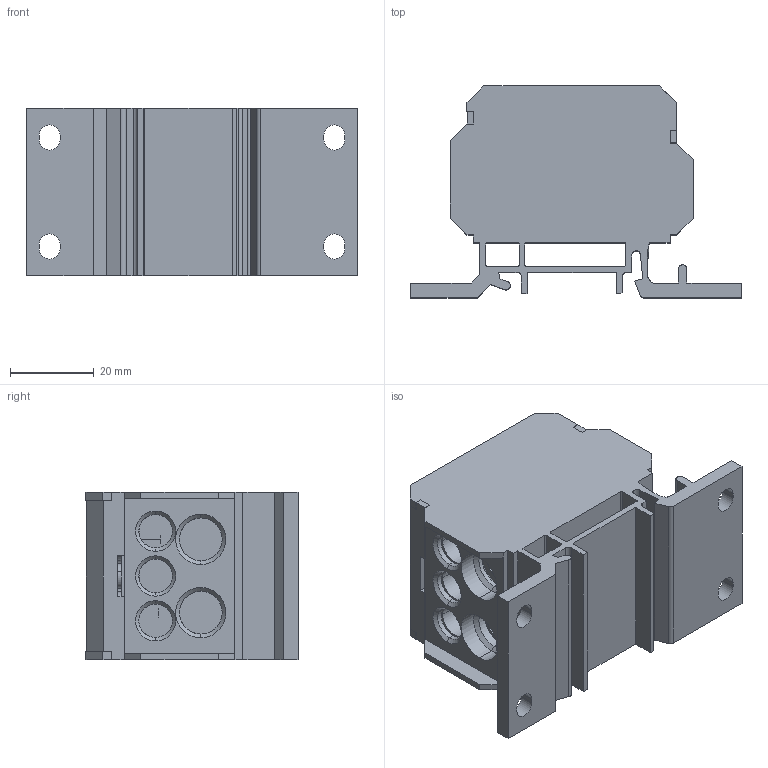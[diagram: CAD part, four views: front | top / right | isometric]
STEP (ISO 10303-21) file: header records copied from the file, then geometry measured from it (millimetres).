
FILE_DESCRIPTION((''),'2;1');
FILE_NAME('EDBM_2_ASM','2021-04-08T',('marketing.praksa'),('Audax d.o.o.'),'CREO PARAMETRIC BY PTC INC, 2017480','CREO PARAMETRIC BY PTC INC, 2017480','');
FILE_SCHEMA(('AUTOMOTIVE_DESIGN { 1 0 10303 214 1 1 1 1 }'));
Length unit declared in the file: millimetre
Products named in the file (11): DB-WKRET_M6X8_1_2_3_1; DB-02_00_01_OBUDOWA_REV_01_1; DB-WKRET_M10X14_1_2_1; DB-WKRET_M12X14_1_2_3_4_1; DB-02_00_02_WKLAD_REV_01_1; PRT9593_1; PRT0116_1_1; PRT0116_1_2; PRT0116_1_3; PRT0116_1_ASM; EDBM_2_ASM
Assembly tree (14 placements, depth 3):
  EDBM_2_ASM
    DB-WKRET_M6X8_1_2_3_1  x3
    DB-02_00_01_OBUDOWA_REV_01_1
    DB-WKRET_M10X14_1_2_1  x2
    DB-WKRET_M12X14_1_2_3_4_1  x2
    DB-02_00_02_WKLAD_REV_01_1
    PRT9593_1
    PRT0116_1_ASM
      PRT0116_1_1
      PRT0116_1_2
      PRT0116_1_3
Bounding box: 78.96 x 50.6 x 40 mm (x, y, z)
Volume: 55561.5 mm3; surface area: 44771.8 mm2
Topology: 13 solids, 13 shells, 494 faces, 1303 edges, 850 vertices
Faces by surface type: plane 323, cylinder 140, cone 30, extrusion 1
Entity records: 21179 total; most frequent: CARTESIAN_POINT 3086, ORIENTED_EDGE 2382, DIRECTION 2374, PRESENTATION_STYLE_ASSIGNMENT 1527, STYLED_ITEM 1527, CURVE_STYLE 1192, EDGE_CURVE 1191, VECTOR 896
